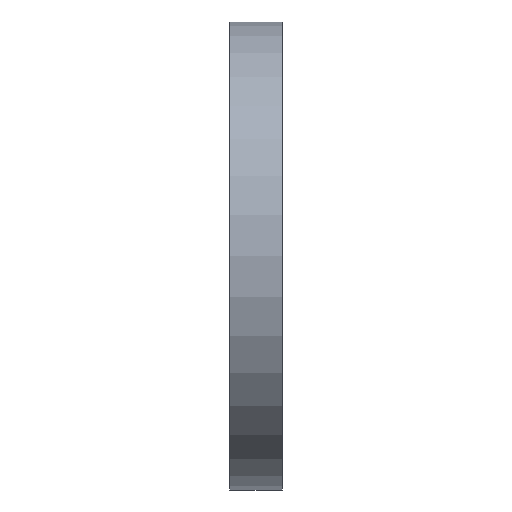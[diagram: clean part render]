
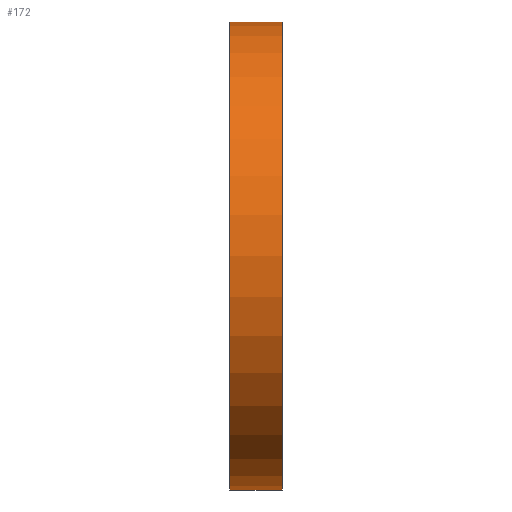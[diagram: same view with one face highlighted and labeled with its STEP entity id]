
A CAD part, left-side view. The second image highlights one B-rep face of the part: STEP entity #172.
In plain terms, the highlighted cylindrical face has radius 35 mm (diameter 70 mm), a partial arc.
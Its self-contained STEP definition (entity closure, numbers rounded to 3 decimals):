
#2 = DIRECTION ( 'NONE',  ( 0., 0., 1. ) ) ;
#12 = EDGE_CURVE ( 'NONE', #140, #40, #200, .T. ) ;
#22 = VERTEX_POINT ( 'NONE', #237 ) ;
#27 = AXIS2_PLACEMENT_3D ( 'NONE', #63, #29, #59 ) ;
#28 = LINE ( 'NONE', #235, #88 ) ;
#29 = DIRECTION ( 'NONE',  ( 0., 1., 0. ) ) ;
#32 = CARTESIAN_POINT ( 'NONE',  ( 0., 8., 0. ) ) ;
#35 = EDGE_CURVE ( 'NONE', #22, #140, #219, .T. ) ;
#40 = VERTEX_POINT ( 'NONE', #198 ) ;
#43 = CIRCLE ( 'NONE', #27, 35. ) ;
#59 = DIRECTION ( 'NONE',  ( 1., 0., 0. ) ) ;
#63 = CARTESIAN_POINT ( 'NONE',  ( 0., 0., 0. ) ) ;
#77 = CARTESIAN_POINT ( 'NONE',  ( 0., 8., 35. ) ) ;
#78 = EDGE_LOOP ( 'NONE', ( #207, #157, #163, #137 ) ) ;
#81 = CARTESIAN_POINT ( 'NONE',  ( 0., 7.8, 35. ) ) ;
#87 = FACE_OUTER_BOUND ( 'NONE', #78, .T. ) ;
#88 = VECTOR ( 'NONE', #101, 1000. ) ;
#96 = AXIS2_PLACEMENT_3D ( 'NONE', #32, #184, #109 ) ;
#101 = DIRECTION ( 'NONE',  ( 0., -1., 0. ) ) ;
#108 = AXIS2_PLACEMENT_3D ( 'NONE', #119, #211, #2 ) ;
#109 = DIRECTION ( 'NONE',  ( 0., 0., -1. ) ) ;
#116 = EDGE_CURVE ( 'NONE', #22, #120, #28, .T. ) ;
#119 = CARTESIAN_POINT ( 'NONE',  ( 0., 7.8, 0. ) ) ;
#120 = VERTEX_POINT ( 'NONE', #160 ) ;
#125 = EDGE_CURVE ( 'NONE', #120, #40, #43, .T. ) ;
#137 = ORIENTED_EDGE ( 'NONE', *, *, #125, .T. ) ;
#140 = VERTEX_POINT ( 'NONE', #81 ) ;
#157 = ORIENTED_EDGE ( 'NONE', *, *, #35, .F. ) ;
#160 = CARTESIAN_POINT ( 'NONE',  ( 0., 0., -35. ) ) ;
#163 = ORIENTED_EDGE ( 'NONE', *, *, #116, .T. ) ;
#172 = ADVANCED_FACE ( 'NONE', ( #87 ), #224, .T. ) ;
#182 = DIRECTION ( 'NONE',  ( 0., -1., 0. ) ) ;
#184 = DIRECTION ( 'NONE',  ( 0., -1., 0. ) ) ;
#198 = CARTESIAN_POINT ( 'NONE',  ( 0., 0., 35. ) ) ;
#199 = VECTOR ( 'NONE', #182, 1000. ) ;
#200 = LINE ( 'NONE', #77, #199 ) ;
#207 = ORIENTED_EDGE ( 'NONE', *, *, #12, .F. ) ;
#211 = DIRECTION ( 'NONE',  ( 0., 1., 0. ) ) ;
#219 = CIRCLE ( 'NONE', #108, 35. ) ;
#224 = CYLINDRICAL_SURFACE ( 'NONE', #96, 35. ) ;
#235 = CARTESIAN_POINT ( 'NONE',  ( 0., 8., -35. ) ) ;
#237 = CARTESIAN_POINT ( 'NONE',  ( 0., 7.8, -35. ) ) ;
